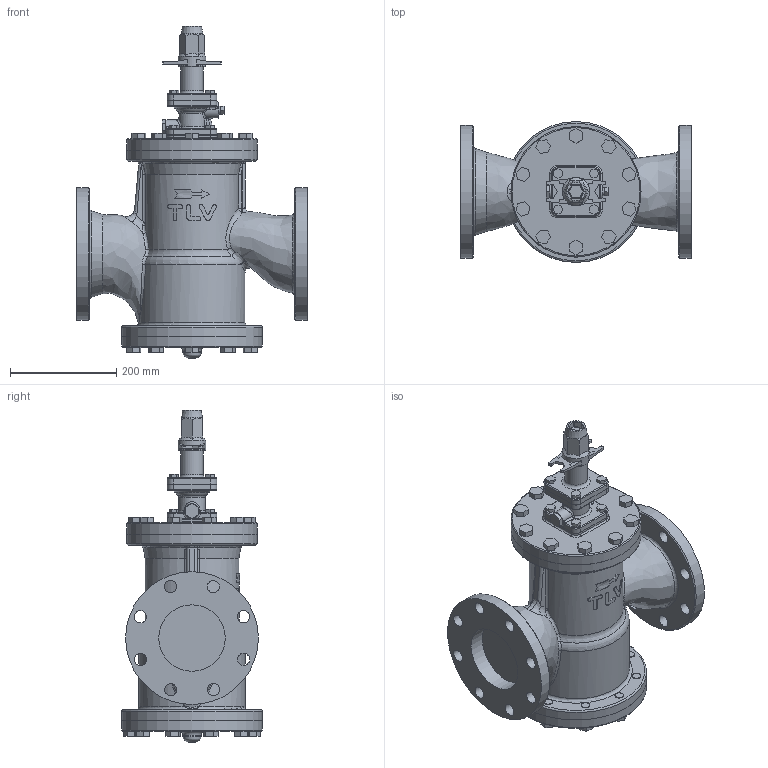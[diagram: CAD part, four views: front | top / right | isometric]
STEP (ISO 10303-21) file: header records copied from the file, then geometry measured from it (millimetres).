
FILE_DESCRIPTION(/* description */ (''),/* implementation_level */ '2;1');
FILE_NAME(/* name */ 'csr16-125-jis10-00.stp',/* time_stamp */ '2018-02-05T13:52:13+09:00',/* author */ ('nakaot'),/* organization */ (''),/* preprocessor_version */ 'ST-DEVELOPER v15.6',/* originating_system */ 'Autodesk Inventor 2015',/* authorisation */ '');
FILE_SCHEMA (('CONFIG_CONTROL_DESIGN'));
Length unit declared in the file: millimetre
Products named in the file (1): csr16-125-jis10-00
Bounding box: 434 x 265 x 624.9 mm (x, y, z)
Volume: 18144835.4 mm3; surface area: 1005103.9 mm2
Topology: 1 solids, 7 shells, 778 faces, 1882 edges, 1205 vertices
Faces by surface type: plane 389, cylinder 211, bspline 101, torus 47, cone 19, sphere 11
Full cylindrical faces by diameter (mm): 8.376 x4, 10 x12, 12 x8, 14.376 x2, 16 x40, 16.2 x1, 18 x20, 23 x16, 34 x1, 42 x1, 50 x2, 52 x1, 80 x1, 125 x2, 160 x1, 245 x2, 250 x2, 265 x2
Entity records: 26139 total; most frequent: CARTESIAN_POINT 9067, DIRECTION 3381, ORIENTED_EDGE 3336, EDGE_CURVE 1668, AXIS2_PLACEMENT_3D 1269, VERTEX_POINT 1136, EDGE_LOOP 1098, LINE 843
